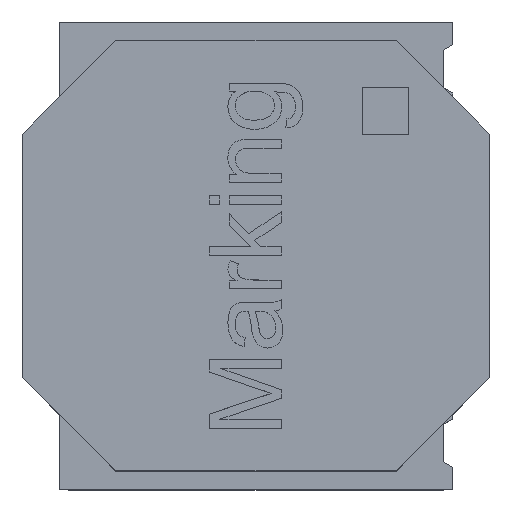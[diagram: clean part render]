
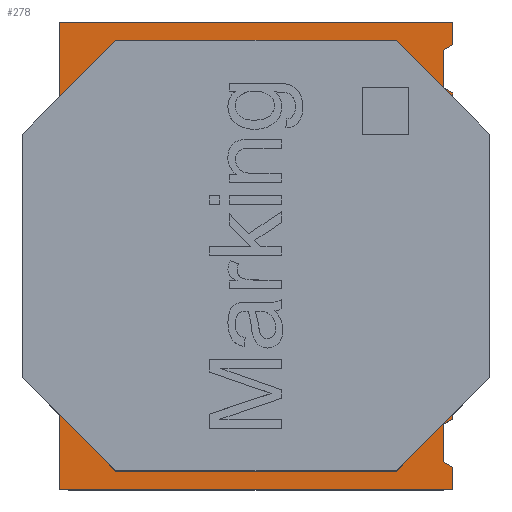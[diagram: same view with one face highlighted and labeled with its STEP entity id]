
A CAD part, top view. The second image highlights one B-rep face of the part: STEP entity #278.
In plain terms, the highlighted planar face has unit normal (0, 0, 1).
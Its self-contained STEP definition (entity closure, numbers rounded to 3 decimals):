
#278 = ADVANCED_FACE( '', ( #615, #616 ), #617, .T. );
#615 = FACE_OUTER_BOUND( '', #1056, .T. );
#616 = FACE_BOUND( '', #1057, .T. );
#617 = PLANE( '', #1058 );
#1056 = EDGE_LOOP( '', ( #1673, #1674, #1675, #1676, #1677, #1678, #1679, #1680, #1681, #1682, #1683, #1684, #1685, #1686, #1687, #1688, #1689, #1690, #1691, #1692 ) );
#1057 = EDGE_LOOP( '', ( #1693 ) );
#1058 = AXIS2_PLACEMENT_3D( '', #1694, #1695, #1696 );
#1673 = ORIENTED_EDGE( '', *, *, #2962, .F. );
#1674 = ORIENTED_EDGE( '', *, *, #2918, .F. );
#1675 = ORIENTED_EDGE( '', *, *, #2856, .F. );
#1676 = ORIENTED_EDGE( '', *, *, #2936, .F. );
#1677 = ORIENTED_EDGE( '', *, *, #2963, .T. );
#1678 = ORIENTED_EDGE( '', *, *, #2964, .F. );
#1679 = ORIENTED_EDGE( '', *, *, #2965, .F. );
#1680 = ORIENTED_EDGE( '', *, *, #2966, .F. );
#1681 = ORIENTED_EDGE( '', *, *, #2967, .T. );
#1682 = ORIENTED_EDGE( '', *, *, #2968, .T. );
#1683 = ORIENTED_EDGE( '', *, *, #2969, .T. );
#1684 = ORIENTED_EDGE( '', *, *, #2950, .F. );
#1685 = ORIENTED_EDGE( '', *, *, #2970, .F. );
#1686 = ORIENTED_EDGE( '', *, *, #2971, .F. );
#1687 = ORIENTED_EDGE( '', *, *, #2972, .T. );
#1688 = ORIENTED_EDGE( '', *, *, #2973, .F. );
#1689 = ORIENTED_EDGE( '', *, *, #2974, .F. );
#1690 = ORIENTED_EDGE( '', *, *, #2975, .F. );
#1691 = ORIENTED_EDGE( '', *, *, #2976, .F. );
#1692 = ORIENTED_EDGE( '', *, *, #2977, .F. );
#1693 = ORIENTED_EDGE( '', *, *, #2978, .T. );
#1694 = CARTESIAN_POINT( '', ( 0., 0., -0.45 ) );
#1695 = DIRECTION( '', ( 0., 0., 1. ) );
#1696 = DIRECTION( '', ( 1., 0., 0. ) );
#2856 = EDGE_CURVE( '', #3335, #3337, #3338, .T. );
#2918 = EDGE_CURVE( '', #3337, #3446, #3447, .T. );
#2936 = EDGE_CURVE( '', #3476, #3335, #3477, .T. );
#2950 = EDGE_CURVE( '', #3497, #3493, #3499, .T. );
#2962 = EDGE_CURVE( '', #3446, #3519, #3520, .T. );
#2963 = EDGE_CURVE( '', #3476, #3521, #3522, .T. );
#2964 = EDGE_CURVE( '', #3523, #3521, #3524, .T. );
#2965 = EDGE_CURVE( '', #3525, #3523, #3526, .T. );
#2966 = EDGE_CURVE( '', #3527, #3525, #3528, .T. );
#2967 = EDGE_CURVE( '', #3527, #3529, #3530, .T. );
#2968 = EDGE_CURVE( '', #3529, #3531, #3532, .T. );
#2969 = EDGE_CURVE( '', #3531, #3493, #3533, .T. );
#2970 = EDGE_CURVE( '', #3534, #3497, #3535, .T. );
#2971 = EDGE_CURVE( '', #3536, #3534, #3537, .T. );
#2972 = EDGE_CURVE( '', #3536, #3538, #3539, .T. );
#2973 = EDGE_CURVE( '', #3540, #3538, #3541, .T. );
#2974 = EDGE_CURVE( '', #3542, #3540, #3543, .T. );
#2975 = EDGE_CURVE( '', #3544, #3542, #3545, .T. );
#2976 = EDGE_CURVE( '', #3546, #3544, #3547, .T. );
#2977 = EDGE_CURVE( '', #3519, #3546, #3548, .T. );
#2978 = EDGE_CURVE( '', #3549, #3549, #3550, .T. );
#3335 = VERTEX_POINT( '', #4038 );
#3337 = VERTEX_POINT( '', #4041 );
#3338 = LINE( '', #4042, #4043 );
#3446 = VERTEX_POINT( '', #4323 );
#3447 = LINE( '', #4324, #4325 );
#3476 = VERTEX_POINT( '', #4386 );
#3477 = LINE( '', #4387, #4388 );
#3493 = VERTEX_POINT( '', #4437 );
#3497 = VERTEX_POINT( '', #4443 );
#3499 = LINE( '', #4446, #4447 );
#3519 = VERTEX_POINT( '', #4479 );
#3520 = LINE( '', #4480, #4481 );
#3521 = VERTEX_POINT( '', #4482 );
#3522 = LINE( '', #4483, #4484 );
#3523 = VERTEX_POINT( '', #4485 );
#3524 = LINE( '', #4486, #4487 );
#3525 = VERTEX_POINT( '', #4488 );
#3526 = LINE( '', #4489, #4490 );
#3527 = VERTEX_POINT( '', #4491 );
#3528 = LINE( '', #4492, #4493 );
#3529 = VERTEX_POINT( '', #4494 );
#3530 = LINE( '', #4495, #4496 );
#3531 = VERTEX_POINT( '', #4497 );
#3532 = LINE( '', #4498, #4499 );
#3533 = LINE( '', #4500, #4501 );
#3534 = VERTEX_POINT( '', #4502 );
#3535 = LINE( '', #4503, #4504 );
#3536 = VERTEX_POINT( '', #4505 );
#3537 = LINE( '', #4506, #4507 );
#3538 = VERTEX_POINT( '', #4508 );
#3539 = LINE( '', #4509, #4510 );
#3540 = VERTEX_POINT( '', #4511 );
#3541 = LINE( '', #4512, #4513 );
#3542 = VERTEX_POINT( '', #4514 );
#3543 = LINE( '', #4515, #4516 );
#3544 = VERTEX_POINT( '', #4517 );
#3545 = LINE( '', #4518, #4519 );
#3546 = VERTEX_POINT( '', #4520 );
#3547 = LINE( '', #4521, #4522 );
#3548 = LINE( '', #4523, #4524 );
#3549 = VERTEX_POINT( '', #4525 );
#3550 = CIRCLE( '', #4526, 1.5 );
#4038 = CARTESIAN_POINT( '', ( 2.1, -1.742, -0.45 ) );
#4041 = CARTESIAN_POINT( '', ( 2., -1.8, -0.45 ) );
#4042 = CARTESIAN_POINT( '', ( 2.1, -1.742, -0.45 ) );
#4043 = VECTOR( '', #5550, 1000. );
#4323 = CARTESIAN_POINT( '', ( 2., -2.2, -0.45 ) );
#4324 = CARTESIAN_POINT( '', ( 2., -1.8, -0.45 ) );
#4325 = VECTOR( '', #5584, 1000. );
#4386 = CARTESIAN_POINT( '', ( 2.1, -1.7, -0.45 ) );
#4387 = CARTESIAN_POINT( '', ( 2.1, -1.25, -0.45 ) );
#4388 = VECTOR( '', #5597, 1000. );
#4437 = CARTESIAN_POINT( '', ( 2.1, 2.258, -0.45 ) );
#4443 = CARTESIAN_POINT( '', ( 2.1, 2.5, -0.45 ) );
#4446 = CARTESIAN_POINT( '', ( 2.1, 2.5, -0.45 ) );
#4447 = VECTOR( '', #5608, 1000. );
#4479 = CARTESIAN_POINT( '', ( 2.1, -2.258, -0.45 ) );
#4480 = CARTESIAN_POINT( '', ( 2., -2.2, -0.45 ) );
#4481 = VECTOR( '', #5613, 1000. );
#4482 = CARTESIAN_POINT( '', ( 2.5, -1.3, -0.45 ) );
#4483 = CARTESIAN_POINT( '', ( 2.1, -1.7, -0.45 ) );
#4484 = VECTOR( '', #5614, 1000. );
#4485 = CARTESIAN_POINT( '', ( 2.5, 1.3, -0.45 ) );
#4486 = CARTESIAN_POINT( '', ( 2.5, 1.25, -0.45 ) );
#4487 = VECTOR( '', #5615, 1000. );
#4488 = CARTESIAN_POINT( '', ( 2.1, 1.7, -0.45 ) );
#4489 = CARTESIAN_POINT( '', ( 2.1, 1.7, -0.45 ) );
#4490 = VECTOR( '', #5616, 1000. );
#4491 = CARTESIAN_POINT( '', ( 2.1, 1.742, -0.45 ) );
#4492 = CARTESIAN_POINT( '', ( 2.1, 2.5, -0.45 ) );
#4493 = VECTOR( '', #5617, 1000. );
#4494 = CARTESIAN_POINT( '', ( 2., 1.8, -0.45 ) );
#4495 = CARTESIAN_POINT( '', ( 2.1, 1.742, -0.45 ) );
#4496 = VECTOR( '', #5618, 1000. );
#4497 = CARTESIAN_POINT( '', ( 2., 2.2, -0.45 ) );
#4498 = CARTESIAN_POINT( '', ( 2., 1.8, -0.45 ) );
#4499 = VECTOR( '', #5619, 1000. );
#4500 = CARTESIAN_POINT( '', ( 2., 2.2, -0.45 ) );
#4501 = VECTOR( '', #5620, 1000. );
#4502 = CARTESIAN_POINT( '', ( -2.1, 2.5, -0.45 ) );
#4503 = CARTESIAN_POINT( '', ( -2.1, 2.5, -0.45 ) );
#4504 = VECTOR( '', #5621, 1000. );
#4505 = CARTESIAN_POINT( '', ( -2.1, 1.7, -0.45 ) );
#4506 = CARTESIAN_POINT( '', ( -2.1, 1.25, -0.45 ) );
#4507 = VECTOR( '', #5622, 1000. );
#4508 = CARTESIAN_POINT( '', ( -2.5, 1.3, -0.45 ) );
#4509 = CARTESIAN_POINT( '', ( -2.1, 1.7, -0.45 ) );
#4510 = VECTOR( '', #5623, 1000. );
#4511 = CARTESIAN_POINT( '', ( -2.5, -1.3, -0.45 ) );
#4512 = CARTESIAN_POINT( '', ( -2.5, -1.25, -0.45 ) );
#4513 = VECTOR( '', #5624, 1000. );
#4514 = CARTESIAN_POINT( '', ( -2.1, -1.7, -0.45 ) );
#4515 = CARTESIAN_POINT( '', ( -2.1, -1.7, -0.45 ) );
#4516 = VECTOR( '', #5625, 1000. );
#4517 = CARTESIAN_POINT( '', ( -2.1, -2.5, -0.45 ) );
#4518 = CARTESIAN_POINT( '', ( -2.1, -2.5, -0.45 ) );
#4519 = VECTOR( '', #5626, 1000. );
#4520 = CARTESIAN_POINT( '', ( 2.1, -2.5, -0.45 ) );
#4521 = CARTESIAN_POINT( '', ( 2.1, -2.5, -0.45 ) );
#4522 = VECTOR( '', #5627, 1000. );
#4523 = CARTESIAN_POINT( '', ( 2.1, -1.25, -0.45 ) );
#4524 = VECTOR( '', #5628, 1000. );
#4525 = CARTESIAN_POINT( '', ( 1.5, 0., -0.45 ) );
#4526 = AXIS2_PLACEMENT_3D( '', #5629, #5630, #5631 );
#5550 = DIRECTION( '', ( -0.866, -0.5, 0. ) );
#5584 = DIRECTION( '', ( 0., -1., 0. ) );
#5597 = DIRECTION( '', ( 0., -1., 0. ) );
#5608 = DIRECTION( '', ( 0., -1., 0. ) );
#5613 = DIRECTION( '', ( 0.866, -0.5, 0. ) );
#5614 = DIRECTION( '', ( 0.707, 0.707, 0. ) );
#5615 = DIRECTION( '', ( 0., -1., 0. ) );
#5616 = DIRECTION( '', ( 0.707, -0.707, 0. ) );
#5617 = DIRECTION( '', ( 0., -1., 0. ) );
#5618 = DIRECTION( '', ( -0.866, 0.5, 0. ) );
#5619 = DIRECTION( '', ( 0., 1., 0. ) );
#5620 = DIRECTION( '', ( 0.866, 0.5, 0. ) );
#5621 = DIRECTION( '', ( 1., 0., 0. ) );
#5622 = DIRECTION( '', ( 0., 1., 0. ) );
#5623 = DIRECTION( '', ( -0.707, -0.707, 0. ) );
#5624 = DIRECTION( '', ( 0., 1., 0. ) );
#5625 = DIRECTION( '', ( -0.707, 0.707, 0. ) );
#5626 = DIRECTION( '', ( 0., 1., 0. ) );
#5627 = DIRECTION( '', ( -1., 0., 0. ) );
#5628 = DIRECTION( '', ( 0., -1., 0. ) );
#5629 = CARTESIAN_POINT( '', ( 0., 0., -0.45 ) );
#5630 = DIRECTION( '', ( 0., 0., -1. ) );
#5631 = DIRECTION( '', ( 1., 0., 0. ) );
